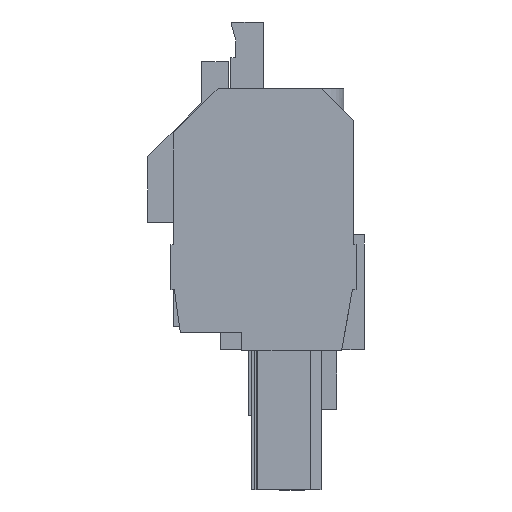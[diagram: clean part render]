
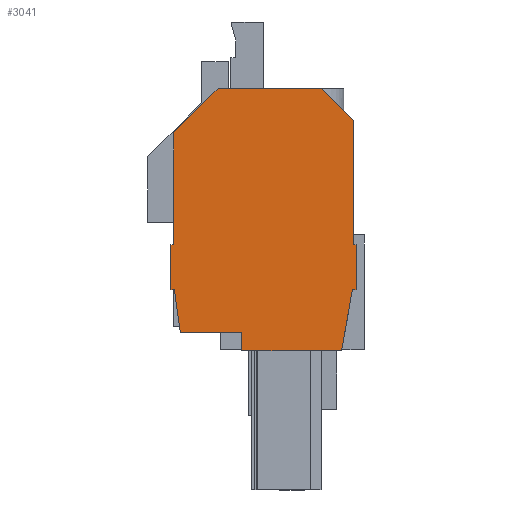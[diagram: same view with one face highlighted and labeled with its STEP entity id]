
A CAD part, left-side view. The second image highlights one B-rep face of the part: STEP entity #3041.
In plain terms, the highlighted planar face has unit normal (-1, 0, 0).
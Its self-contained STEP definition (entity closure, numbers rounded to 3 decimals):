
#2952=AXIS2_PLACEMENT_3D('Plane Axis2P3D',#2949,#2950,#2951) ;
#111=CARTESIAN_POINT('Vertex',(0.,21.23,27.3)) ;
#116=CARTESIAN_POINT('Line Origine',(0.,21.23,33.532)) ;
#120=CARTESIAN_POINT('Vertex',(0.,21.23,39.764)) ;
#247=CARTESIAN_POINT('Vertex',(0.,1.23,27.3)) ;
#515=CARTESIAN_POINT('Vertex',(0.,1.23,41.114)) ;
#518=CARTESIAN_POINT('Line Origine',(0.,1.23,34.207)) ;
#2289=CARTESIAN_POINT('Vertex',(0.,1.334,22.3)) ;
#2292=CARTESIAN_POINT('Line Origine',(0.,1.934,18.9)) ;
#2296=CARTESIAN_POINT('Vertex',(0.,2.533,15.5)) ;
#2347=CARTESIAN_POINT('Vertex',(0.,20.487,17.5)) ;
#2350=CARTESIAN_POINT('Line Origine',(0.,20.825,19.9)) ;
#2354=CARTESIAN_POINT('Vertex',(0.,21.162,22.3)) ;
#2814=CARTESIAN_POINT('Vertex',(0.,4.816,44.7)) ;
#2817=CARTESIAN_POINT('Line Origine',(0.,3.023,42.907)) ;
#2949=CARTESIAN_POINT('Axis2P3D Location',(0.,0.93,0.)) ;
#2954=CARTESIAN_POINT('Line Origine',(0.,21.53,24.8)) ;
#2958=CARTESIAN_POINT('Vertex',(0.,21.53,27.3)) ;
#2960=CARTESIAN_POINT('Vertex',(0.,21.53,22.3)) ;
#2963=CARTESIAN_POINT('Line Origine',(0.,21.346,22.3)) ;
#2968=CARTESIAN_POINT('Line Origine',(0.,17.07,17.5)) ;
#2972=CARTESIAN_POINT('Vertex',(0.,13.653,17.5)) ;
#2975=CARTESIAN_POINT('Line Origine',(0.,13.653,16.5)) ;
#2979=CARTESIAN_POINT('Vertex',(0.,13.653,15.5)) ;
#2982=CARTESIAN_POINT('Line Origine',(0.,8.093,15.5)) ;
#2987=CARTESIAN_POINT('Line Origine',(0.,1.132,22.3)) ;
#2991=CARTESIAN_POINT('Vertex',(0.,0.93,22.3)) ;
#2994=CARTESIAN_POINT('Line Origine',(0.,0.93,24.8)) ;
#2998=CARTESIAN_POINT('Vertex',(0.,0.93,27.3)) ;
#3001=CARTESIAN_POINT('Line Origine',(0.,1.08,27.3)) ;
#3006=CARTESIAN_POINT('Line Origine',(0.,10.555,44.7)) ;
#3010=CARTESIAN_POINT('Vertex',(0.,16.294,44.7)) ;
#3013=CARTESIAN_POINT('Line Origine',(0.,18.762,42.232)) ;
#3018=CARTESIAN_POINT('Line Origine',(0.,21.38,27.3)) ;
#117=DIRECTION('Vector Direction',(0.,0.,1.)) ;
#519=DIRECTION('Vector Direction',(0.,0.,-1.)) ;
#2293=DIRECTION('Vector Direction',(0.,0.174,-0.985)) ;
#2351=DIRECTION('Vector Direction',(0.,-0.139,-0.99)) ;
#2818=DIRECTION('Vector Direction',(0.,0.707,0.707)) ;
#2950=DIRECTION('Axis2P3D Direction',(-1.,0.,0.)) ;
#2951=DIRECTION('Axis2P3D XDirection',(0.,0.,1.)) ;
#2955=DIRECTION('Vector Direction',(0.,0.,-1.)) ;
#2964=DIRECTION('Vector Direction',(0.,-1.,0.)) ;
#2969=DIRECTION('Vector Direction',(0.,-1.,0.)) ;
#2976=DIRECTION('Vector Direction',(0.,0.,-1.)) ;
#2983=DIRECTION('Vector Direction',(0.,-1.,0.)) ;
#2988=DIRECTION('Vector Direction',(0.,-1.,0.)) ;
#2995=DIRECTION('Vector Direction',(0.,0.,1.)) ;
#3002=DIRECTION('Vector Direction',(0.,1.,0.)) ;
#3007=DIRECTION('Vector Direction',(0.,1.,0.)) ;
#3014=DIRECTION('Vector Direction',(0.,0.707,-0.707)) ;
#3019=DIRECTION('Vector Direction',(0.,1.,0.)) ;
#118=VECTOR('Line Direction',#117,1.) ;
#520=VECTOR('Line Direction',#519,1.) ;
#2294=VECTOR('Line Direction',#2293,1.) ;
#2352=VECTOR('Line Direction',#2351,1.) ;
#2819=VECTOR('Line Direction',#2818,1.) ;
#2956=VECTOR('Line Direction',#2955,1.) ;
#2965=VECTOR('Line Direction',#2964,1.) ;
#2970=VECTOR('Line Direction',#2969,1.) ;
#2977=VECTOR('Line Direction',#2976,1.) ;
#2984=VECTOR('Line Direction',#2983,1.) ;
#2989=VECTOR('Line Direction',#2988,1.) ;
#2996=VECTOR('Line Direction',#2995,1.) ;
#3003=VECTOR('Line Direction',#3002,1.) ;
#3008=VECTOR('Line Direction',#3007,1.) ;
#3015=VECTOR('Line Direction',#3014,1.) ;
#3020=VECTOR('Line Direction',#3019,1.) ;
#3024=ORIENTED_EDGE('',*,*,#2962,.T.) ;
#3025=ORIENTED_EDGE('',*,*,#2967,.T.) ;
#3026=ORIENTED_EDGE('',*,*,#2356,.T.) ;
#3027=ORIENTED_EDGE('',*,*,#2974,.T.) ;
#3028=ORIENTED_EDGE('',*,*,#2981,.T.) ;
#3029=ORIENTED_EDGE('',*,*,#2986,.T.) ;
#3030=ORIENTED_EDGE('',*,*,#2298,.T.) ;
#3031=ORIENTED_EDGE('',*,*,#2993,.T.) ;
#3032=ORIENTED_EDGE('',*,*,#3000,.T.) ;
#3033=ORIENTED_EDGE('',*,*,#3005,.T.) ;
#3034=ORIENTED_EDGE('',*,*,#522,.T.) ;
#3035=ORIENTED_EDGE('',*,*,#2821,.T.) ;
#3036=ORIENTED_EDGE('',*,*,#3012,.T.) ;
#3037=ORIENTED_EDGE('',*,*,#3017,.T.) ;
#3038=ORIENTED_EDGE('',*,*,#122,.T.) ;
#3039=ORIENTED_EDGE('',*,*,#3022,.T.) ;
#3041=ADVANCED_FACE('housing',(#3040),#2953,.T.) ;
#122=EDGE_CURVE('',#121,#112,#119,.F.) ;
#522=EDGE_CURVE('',#248,#516,#521,.F.) ;
#2298=EDGE_CURVE('',#2297,#2290,#2295,.F.) ;
#2356=EDGE_CURVE('',#2355,#2348,#2353,.T.) ;
#2821=EDGE_CURVE('',#516,#2815,#2820,.T.) ;
#2962=EDGE_CURVE('',#2959,#2961,#2957,.T.) ;
#2967=EDGE_CURVE('',#2961,#2355,#2966,.T.) ;
#2974=EDGE_CURVE('',#2348,#2973,#2971,.T.) ;
#2981=EDGE_CURVE('',#2973,#2980,#2978,.T.) ;
#2986=EDGE_CURVE('',#2980,#2297,#2985,.T.) ;
#2993=EDGE_CURVE('',#2290,#2992,#2990,.T.) ;
#3000=EDGE_CURVE('',#2992,#2999,#2997,.T.) ;
#3005=EDGE_CURVE('',#2999,#248,#3004,.T.) ;
#3012=EDGE_CURVE('',#2815,#3011,#3009,.T.) ;
#3017=EDGE_CURVE('',#3011,#121,#3016,.T.) ;
#3022=EDGE_CURVE('',#112,#2959,#3021,.T.) ;
#3023=EDGE_LOOP('',(#3024,#3025,#3026,#3027,#3028,#3029,#3030,#3031,#3032,#3033,#3034,#3035,#3036,#3037,#3038,#3039)) ;
#3040=FACE_OUTER_BOUND('',#3023,.T.) ;
#119=LINE('Line',#116,#118) ;
#521=LINE('Line',#518,#520) ;
#2295=LINE('Line',#2292,#2294) ;
#2353=LINE('Line',#2350,#2352) ;
#2820=LINE('Line',#2817,#2819) ;
#2957=LINE('Line',#2954,#2956) ;
#2966=LINE('Line',#2963,#2965) ;
#2971=LINE('Line',#2968,#2970) ;
#2978=LINE('Line',#2975,#2977) ;
#2985=LINE('Line',#2982,#2984) ;
#2990=LINE('Line',#2987,#2989) ;
#2997=LINE('Line',#2994,#2996) ;
#3004=LINE('Line',#3001,#3003) ;
#3009=LINE('Line',#3006,#3008) ;
#3016=LINE('Line',#3013,#3015) ;
#3021=LINE('Line',#3018,#3020) ;
#2953=PLANE('',#2952) ;
#112=VERTEX_POINT('',#111) ;
#121=VERTEX_POINT('',#120) ;
#248=VERTEX_POINT('',#247) ;
#516=VERTEX_POINT('',#515) ;
#2290=VERTEX_POINT('',#2289) ;
#2297=VERTEX_POINT('',#2296) ;
#2348=VERTEX_POINT('',#2347) ;
#2355=VERTEX_POINT('',#2354) ;
#2815=VERTEX_POINT('',#2814) ;
#2959=VERTEX_POINT('',#2958) ;
#2961=VERTEX_POINT('',#2960) ;
#2973=VERTEX_POINT('',#2972) ;
#2980=VERTEX_POINT('',#2979) ;
#2992=VERTEX_POINT('',#2991) ;
#2999=VERTEX_POINT('',#2998) ;
#3011=VERTEX_POINT('',#3010) ;
